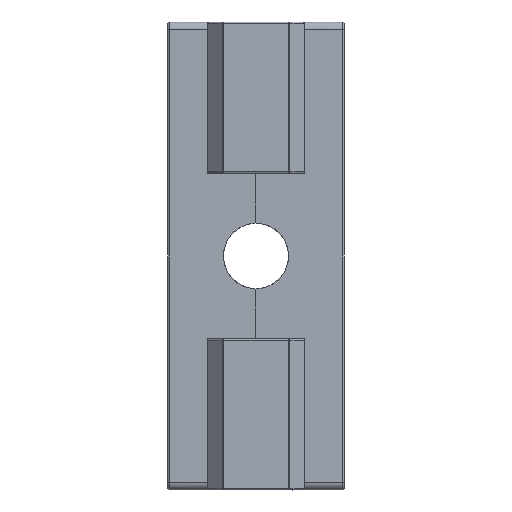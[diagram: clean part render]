
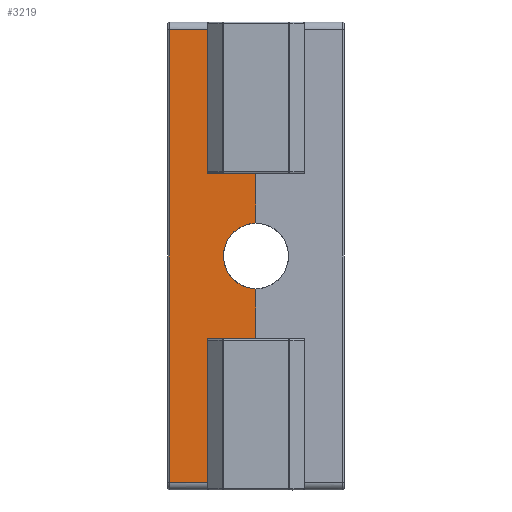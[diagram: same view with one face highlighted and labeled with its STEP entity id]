
A CAD part, front view. The second image highlights one B-rep face of the part: STEP entity #3219.
In plain terms, the highlighted planar face has unit normal (-0.009, -1, 0).
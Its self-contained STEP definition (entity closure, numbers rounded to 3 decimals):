
#72 = CARTESIAN_POINT ( 'NONE',  ( -4.167, -1.061, -10.669 ) ) ;
#113 = LINE ( 'NONE', #6123, #848 ) ;
#269 = CARTESIAN_POINT ( 'NONE',  ( -3.917, -1.064, -10.506 ) ) ;
#570 = VERTEX_POINT ( 'NONE', #1360 ) ;
#628 = CARTESIAN_POINT ( 'NONE',  ( 0., -1.098, -29.75 ) ) ;
#720 = CARTESIAN_POINT ( 'NONE',  ( -8.3, -1.025, 4.15 ) ) ;
#787 = VECTOR ( 'NONE', #11973, 1000. ) ;
#848 = VECTOR ( 'NONE', #11812, 1000. ) ;
#858 = CARTESIAN_POINT ( 'NONE',  ( -3.987, -1.063, 10.531 ) ) ;
#885 = AXIS2_PLACEMENT_3D ( 'NONE', #12555, #8107, #1074 ) ;
#910 = CARTESIAN_POINT ( 'NONE',  ( -11.2, -1., -10.5 ) ) ;
#958 = LINE ( 'NONE', #910, #6074 ) ;
#1074 = DIRECTION ( 'NONE',  ( 1., -0.009, 0. ) ) ;
#1360 = CARTESIAN_POINT ( 'NONE',  ( -3.852, -1.064, -10.5 ) ) ;
#1421 = CARTESIAN_POINT ( 'NONE',  ( 0., -1.098, 10.5 ) ) ;
#1503 = ORIENTED_EDGE ( 'NONE', *, *, #3583, .T. ) ;
#1585 = VERTEX_POINT ( 'NONE', #1421 ) ;
#1592 = B_SPLINE_CURVE_WITH_KNOTS ( 'NONE', 3,
 ( #14218, #72, #11830, #2611, #4879, #12939, #9402, #6093, #9503, #14070, #13091, #6147, #269, #12989, #9610 ),
 .UNSPECIFIED., .F., .F.,
 ( 4, 1, 1, 1, 2, 2, 2, 2, 4 ),
 ( 0., 0.25, 0.375, 0.438, 0.469, 0.5, 0.625, 0.75, 1. ),
 .UNSPECIFIED. ) ;
#1597 = VERTEX_POINT ( 'NONE', #2571 ) ;
#1858 = DIRECTION ( 'NONE',  ( -1., 0.009, 0. ) ) ;
#1868 =( BOUNDED_CURVE ( )  B_SPLINE_CURVE ( 3, ( #14463, #7701, #720, #13336 ),
 .UNSPECIFIED., .F., .F. ) 
 B_SPLINE_CURVE_WITH_KNOTS ( ( 4, 4 ),
 ( 1.571, 4.712 ),
 .UNSPECIFIED. ) 
 CURVE ( )  GEOMETRIC_REPRESENTATION_ITEM ( )  RATIONAL_B_SPLINE_CURVE ( ( 1., 0.333, 0.333, 1. ) ) 
 REPRESENTATION_ITEM ( '' )  );
#1902 = VECTOR ( 'NONE', #10174, 1000. ) ;
#1973 = EDGE_CURVE ( 'NONE', #1585, #11658, #113, .T. ) ;
#2183 = ORIENTED_EDGE ( 'NONE', *, *, #7449, .T. ) ;
#2548 = VECTOR ( 'NONE', #12190, 1000. ) ;
#2571 = CARTESIAN_POINT ( 'NONE',  ( -4.198, -1.061, -10.7 ) ) ;
#2611 = CARTESIAN_POINT ( 'NONE',  ( -4.081, -1.062, -10.592 ) ) ;
#2767 = CARTESIAN_POINT ( 'NONE',  ( -4.198, -1.061, 10.7 ) ) ;
#3048 = CARTESIAN_POINT ( 'NONE',  ( -4.198, -1.061, -29.75 ) ) ;
#3151 = LINE ( 'NONE', #628, #13708 ) ;
#3219 = ADVANCED_FACE ( 'NONE', ( #12089 ), #12612, .T. ) ;
#3516 = VERTEX_POINT ( 'NONE', #10733 ) ;
#3583 = EDGE_CURVE ( 'NONE', #11658, #6263, #6927, .T. ) ;
#3624 = EDGE_CURVE ( 'NONE', #6263, #10672, #7372, .T. ) ;
#4152 = EDGE_CURVE ( 'NONE', #8901, #1597, #12424, .T. ) ;
#4281 = EDGE_CURVE ( 'NONE', #12340, #1585, #3151, .T. ) ;
#4330 = CARTESIAN_POINT ( 'NONE',  ( -4.034, -1.063, 10.559 ) ) ;
#4879 = CARTESIAN_POINT ( 'NONE',  ( -4.061, -1.062, -10.577 ) ) ;
#5352 = CARTESIAN_POINT ( 'NONE',  ( -4.198, -1.061, 10.7 ) ) ;
#5446 = CARTESIAN_POINT ( 'NONE',  ( -11.002, -1.002, -29.75 ) ) ;
#5503 = CARTESIAN_POINT ( 'NONE',  ( -3.852, -1.064, 10.5 ) ) ;
#5556 = ORIENTED_EDGE ( 'NONE', *, *, #9675, .T. ) ;
#5729 = VERTEX_POINT ( 'NONE', #7673 ) ;
#5858 = ORIENTED_EDGE ( 'NONE', *, *, #7627, .T. ) ;
#6021 = EDGE_CURVE ( 'NONE', #7470, #8217, #12369, .T. ) ;
#6074 = VECTOR ( 'NONE', #11443, 1000. ) ;
#6093 = CARTESIAN_POINT ( 'NONE',  ( -4.046, -1.062, -10.566 ) ) ;
#6123 = CARTESIAN_POINT ( 'NONE',  ( -11.2, -1., 10.5 ) ) ;
#6147 = CARTESIAN_POINT ( 'NONE',  ( -3.97, -1.063, -10.525 ) ) ;
#6263 = VERTEX_POINT ( 'NONE', #2767 ) ;
#6293 = CARTESIAN_POINT ( 'NONE',  ( -11.2, -1., 28.75 ) ) ;
#6525 = CARTESIAN_POINT ( 'NONE',  ( -3.931, -1.063, 10.508 ) ) ;
#6670 = CARTESIAN_POINT ( 'NONE',  ( -4.082, -1.062, 10.591 ) ) ;
#6927 = B_SPLINE_CURVE_WITH_KNOTS ( 'NONE', 3,
 ( #5503, #9061, #6525, #858, #8903, #10026, #4330, #8952, #6670, #8857, #5352 ),
 .UNSPECIFIED., .F., .F.,
 ( 4, 1, 1, 1, 2, 2, 4 ),
 ( 0., 0.25, 0.375, 0.438, 0.469, 0.5, 1. ),
 .UNSPECIFIED. ) ;
#6997 = EDGE_CURVE ( 'NONE', #1597, #570, #1592, .T. ) ;
#7269 = LINE ( 'NONE', #6293, #7447 ) ;
#7372 = LINE ( 'NONE', #3048, #1902 ) ;
#7384 = ORIENTED_EDGE ( 'NONE', *, *, #4281, .T. ) ;
#7447 = VECTOR ( 'NONE', #1858, 1000. ) ;
#7449 = EDGE_CURVE ( 'NONE', #8217, #8901, #10443, .T. ) ;
#7470 = VERTEX_POINT ( 'NONE', #14504 ) ;
#7557 = CARTESIAN_POINT ( 'NONE',  ( -3.852, -1.064, 10.5 ) ) ;
#7627 = EDGE_CURVE ( 'NONE', #570, #3516, #958, .T. ) ;
#7673 = CARTESIAN_POINT ( 'NONE',  ( 0., -1.098, -4.15 ) ) ;
#7701 = CARTESIAN_POINT ( 'NONE',  ( -8.3, -1.025, -4.15 ) ) ;
#7771 = DIRECTION ( 'NONE',  ( 0., 0., 1. ) ) ;
#8107 = DIRECTION ( 'NONE',  ( -0.009, -1., 0. ) ) ;
#8217 = VERTEX_POINT ( 'NONE', #12379 ) ;
#8438 = ORIENTED_EDGE ( 'NONE', *, *, #4152, .T. ) ;
#8857 = CARTESIAN_POINT ( 'NONE',  ( -4.134, -1.062, 10.636 ) ) ;
#8901 = VERTEX_POINT ( 'NONE', #13168 ) ;
#8903 = CARTESIAN_POINT ( 'NONE',  ( -4.014, -1.063, 10.546 ) ) ;
#8952 = CARTESIAN_POINT ( 'NONE',  ( -4.04, -1.062, 10.562 ) ) ;
#9061 = CARTESIAN_POINT ( 'NONE',  ( -3.883, -1.064, 10.5 ) ) ;
#9316 = EDGE_CURVE ( 'NONE', #5729, #12340, #1868, .T. ) ;
#9350 = ORIENTED_EDGE ( 'NONE', *, *, #6997, .T. ) ;
#9402 = CARTESIAN_POINT ( 'NONE',  ( -4.047, -1.062, -10.567 ) ) ;
#9503 = CARTESIAN_POINT ( 'NONE',  ( -4.028, -1.063, -10.554 ) ) ;
#9610 = CARTESIAN_POINT ( 'NONE',  ( -3.852, -1.064, -10.5 ) ) ;
#9657 = CARTESIAN_POINT ( 'NONE',  ( -4.198, -1.061, -29.75 ) ) ;
#9675 = EDGE_CURVE ( 'NONE', #3516, #5729, #14953, .T. ) ;
#9873 = CARTESIAN_POINT ( 'NONE',  ( 0., -1.098, -29.75 ) ) ;
#10026 = CARTESIAN_POINT ( 'NONE',  ( -4.026, -1.063, 10.554 ) ) ;
#10174 = DIRECTION ( 'NONE',  ( 0., 0., 1. ) ) ;
#10241 = CARTESIAN_POINT ( 'NONE',  ( -4.198, -1.061, 28.75 ) ) ;
#10412 = CARTESIAN_POINT ( 'NONE',  ( 0., -1.098, 4.15 ) ) ;
#10443 = LINE ( 'NONE', #14451, #14815 ) ;
#10672 = VERTEX_POINT ( 'NONE', #10241 ) ;
#10712 = ORIENTED_EDGE ( 'NONE', *, *, #1973, .T. ) ;
#10733 = CARTESIAN_POINT ( 'NONE',  ( 0., -1.098, -10.5 ) ) ;
#11443 = DIRECTION ( 'NONE',  ( 1., -0.009, 0. ) ) ;
#11658 = VERTEX_POINT ( 'NONE', #7557 ) ;
#11812 = DIRECTION ( 'NONE',  ( -1., 0.009, 0. ) ) ;
#11830 = CARTESIAN_POINT ( 'NONE',  ( -4.124, -1.062, -10.628 ) ) ;
#11931 = ORIENTED_EDGE ( 'NONE', *, *, #6021, .T. ) ;
#11973 = DIRECTION ( 'NONE',  ( 0., 0., 1. ) ) ;
#12008 = VECTOR ( 'NONE', #14903, 1000. ) ;
#12089 = FACE_OUTER_BOUND ( 'NONE', #13075, .T. ) ;
#12101 = DIRECTION ( 'NONE',  ( 1., -0.009, 0. ) ) ;
#12190 = DIRECTION ( 'NONE',  ( 0., 0., 1. ) ) ;
#12340 = VERTEX_POINT ( 'NONE', #10412 ) ;
#12369 = LINE ( 'NONE', #5446, #12008 ) ;
#12379 = CARTESIAN_POINT ( 'NONE',  ( -11.002, -1.002, -28.75 ) ) ;
#12424 = LINE ( 'NONE', #9657, #787 ) ;
#12555 = CARTESIAN_POINT ( 'NONE',  ( -11.2, -1., -29.75 ) ) ;
#12612 = PLANE ( 'NONE',  #885 ) ;
#12662 = EDGE_CURVE ( 'NONE', #10672, #7470, #7269, .T. ) ;
#12769 = ORIENTED_EDGE ( 'NONE', *, *, #3624, .T. ) ;
#12939 = CARTESIAN_POINT ( 'NONE',  ( -4.053, -1.062, -10.571 ) ) ;
#12989 = CARTESIAN_POINT ( 'NONE',  ( -3.883, -1.064, -10.5 ) ) ;
#13075 = EDGE_LOOP ( 'NONE', ( #9350, #5858, #5556, #13095, #7384, #10712, #1503, #12769, #13801, #11931, #2183, #8438 ) ) ;
#13091 = CARTESIAN_POINT ( 'NONE',  ( -3.984, -1.063, -10.531 ) ) ;
#13095 = ORIENTED_EDGE ( 'NONE', *, *, #9316, .T. ) ;
#13168 = CARTESIAN_POINT ( 'NONE',  ( -4.198, -1.061, -28.75 ) ) ;
#13336 = CARTESIAN_POINT ( 'NONE',  ( 0., -1.098, 4.15 ) ) ;
#13708 = VECTOR ( 'NONE', #7771, 1000. ) ;
#13801 = ORIENTED_EDGE ( 'NONE', *, *, #12662, .T. ) ;
#14070 = CARTESIAN_POINT ( 'NONE',  ( -4.013, -1.063, -10.546 ) ) ;
#14218 = CARTESIAN_POINT ( 'NONE',  ( -4.198, -1.061, -10.7 ) ) ;
#14451 = CARTESIAN_POINT ( 'NONE',  ( -11.2, -1., -28.75 ) ) ;
#14463 = CARTESIAN_POINT ( 'NONE',  ( 0., -1.098, -4.15 ) ) ;
#14504 = CARTESIAN_POINT ( 'NONE',  ( -11.002, -1.002, 28.75 ) ) ;
#14815 = VECTOR ( 'NONE', #12101, 1000. ) ;
#14903 = DIRECTION ( 'NONE',  ( 0., 0., -1. ) ) ;
#14953 = LINE ( 'NONE', #9873, #2548 ) ;
